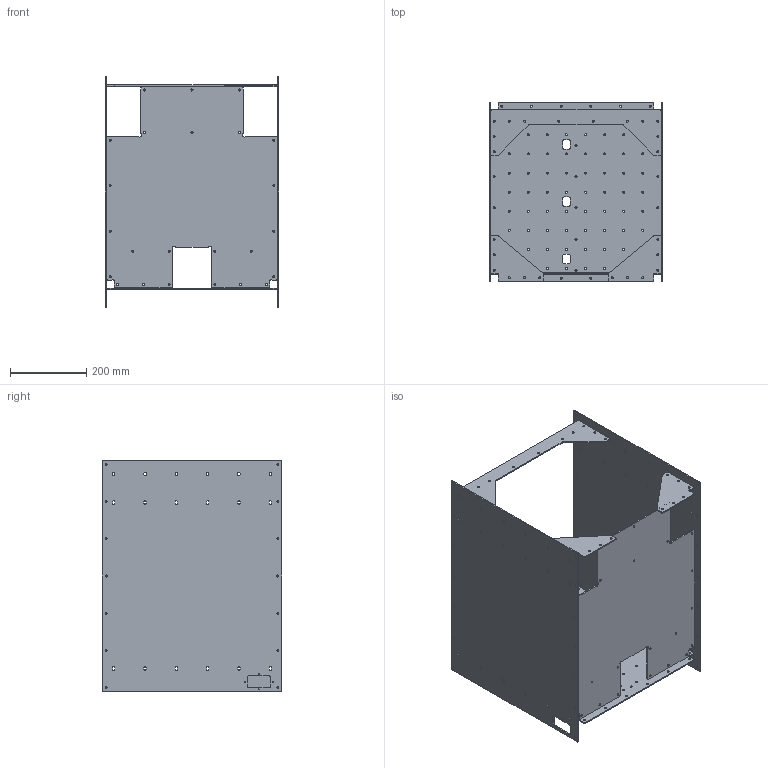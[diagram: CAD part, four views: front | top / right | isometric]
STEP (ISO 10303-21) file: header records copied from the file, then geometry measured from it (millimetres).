
FILE_DESCRIPTION(/* description */ (''),/* implementation_level */ '2;1');
FILE_NAME(/* name */ 'jubilee_frame_panels_v1.step',/* time_stamp */ '2022-12-25T21:11:23-08:00',/* author */ (''),/* organization */ (''),/* preprocessor_version */ 'ST-DEVELOPER v19.2',/* originating_system */ 'Autodesk Translation Framework v11.17.0.187',/* authorisation */ '');
FILE_SCHEMA (('AUTOMOTIVE_DESIGN { 1 0 10303 214 3 1 1 }'));
Length unit declared in the file: millimetre
Products named in the file (7): full panels; Side Panel Port; Back Panel; Bottom Panel; Front Top Gusset; Side Panel Stbd; Front Bottom Gusset
Assembly tree (7 placements, depth 2):
  full panels
    Side Panel Port
    Back Panel
    Bottom Panel
    Front Bottom Gusset  x2
    Front Top Gusset
    Side Panel Stbd
Bounding box: 455.35 x 470 x 604 mm (x, y, z)
Volume: 3224947.6 mm3; surface area: 2078287.2 mm2
Topology: 7 solids, 7 shells, 512 faces, 1494 edges, 996 vertices
Faces by surface type: cylinder 352, plane 160
Full cylindrical faces by diameter (mm): 2.529 x4, 5.3 x178
Entity records: 17591 total; most frequent: DIRECTION 3106, CARTESIAN_POINT 2882, ORIENTED_EDGE 2856, EDGE_CURVE 1428, AXIS2_PLACEMENT_3D 1176, VERTEX_POINT 952, EDGE_LOOP 920, LINE 754
